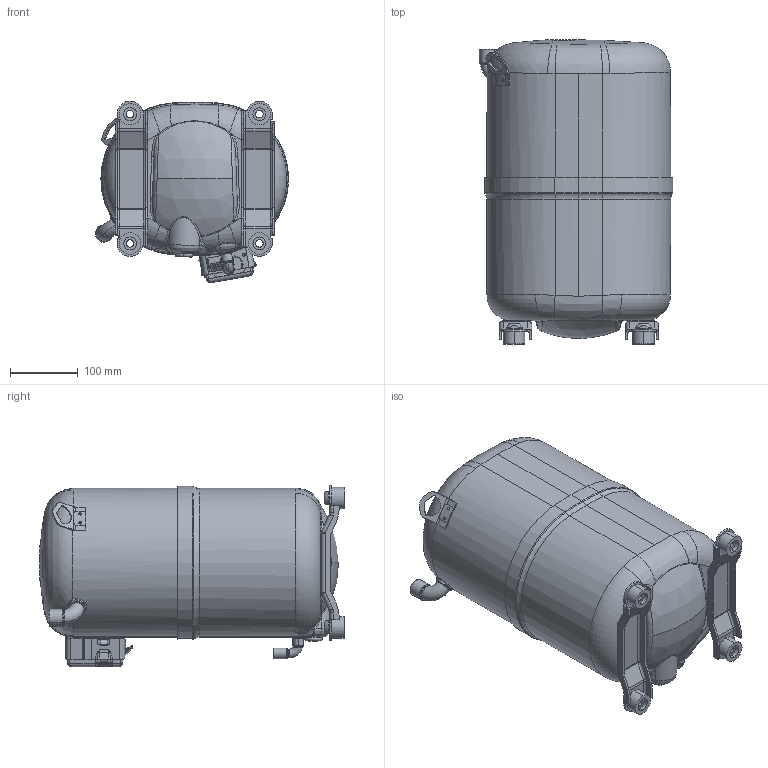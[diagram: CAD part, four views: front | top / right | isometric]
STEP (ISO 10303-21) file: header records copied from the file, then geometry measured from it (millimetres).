
FILE_DESCRIPTION (( 'STEP AP203' ), '1' );
FILE_NAME ('707262E.STEP', '2013-06-03T18:37:12', ( '' ), ( '' ), 'SwSTEP 2.0', 'SolidWorks 2013', '' );
FILE_SCHEMA (( 'CONFIG_CONTROL_DESIGN' ));
Length unit declared in the file: inch
Products named in the file (1): 707262E
Bounding box: 284.83 x 448.06 x 267.44 mm (x, y, z)
Surface area: 544530 mm2 (no closed solid volume)
Topology: 0 solids, 21 shells, 712 faces, 2220 edges, 1487 vertices
Faces by surface type: cylinder 255, plane 212, bspline 103, torus 103, cone 21, sphere 18
Entity records: 33995 total; most frequent: CARTESIAN_POINT 15052, DIRECTION 3906, ORIENTED_EDGE 3727, EDGE_CURVE 2200, VERTEX_POINT 1487, AXIS2_PLACEMENT_3D 1457, VECTOR 992, LINE 992
